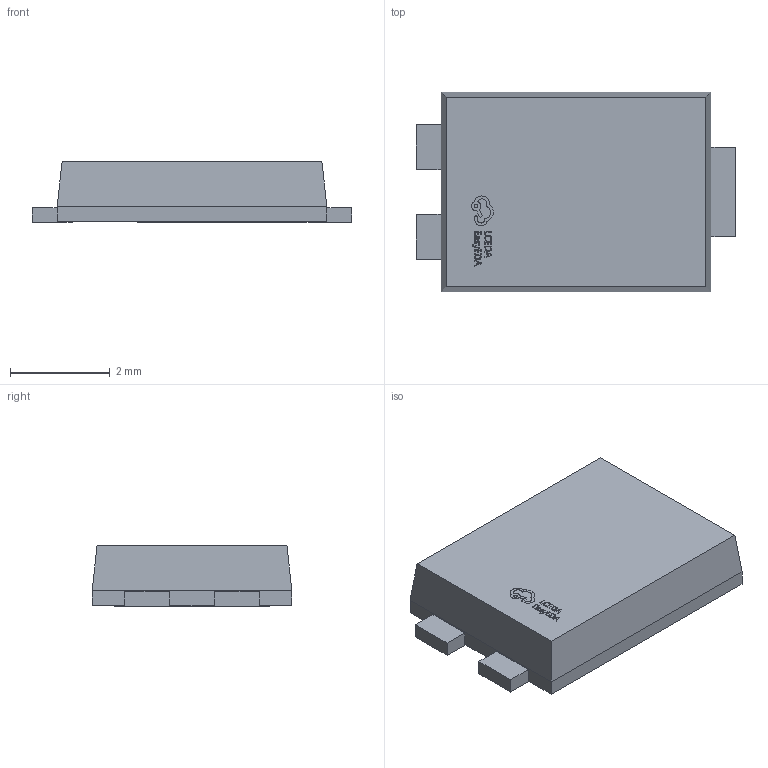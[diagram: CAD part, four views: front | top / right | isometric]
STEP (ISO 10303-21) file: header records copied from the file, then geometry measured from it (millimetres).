
FILE_DESCRIPTION (( 'STEP AP214' ), '1' );
FILE_NAME ('TO-277-3P_L5.4-W4.0-H1.2-LS6.5-P1.80.step', '2022-08-01T13:11:36', ( '' ), ( '' ), 'SwSTEP 2.0', 'SolidWorks 2020', '' );
FILE_SCHEMA (( 'AUTOMOTIVE_DESIGN' ));
Length unit declared in the file: millimetre
Products named in the file (1): TO-277-3P_L5.4-W4.0-H1.2-LS6.5-P1.80
Bounding box: 6.4 x 4 x 1.22 mm (x, y, z)
Volume: 25.9 mm3; surface area: 68.5 mm2
Topology: 1 solids, 1 shells, 256 faces, 701 edges, 466 vertices
Faces by surface type: plane 158, bspline 98
Entity records: 11153 total; most frequent: CARTESIAN_POINT 2730, ORIENTED_EDGE 1402, DIRECTION 819, EDGE_CURVE 701, LINE 501, VECTOR 501, VERTEX_POINT 466, EDGE_LOOP 275
